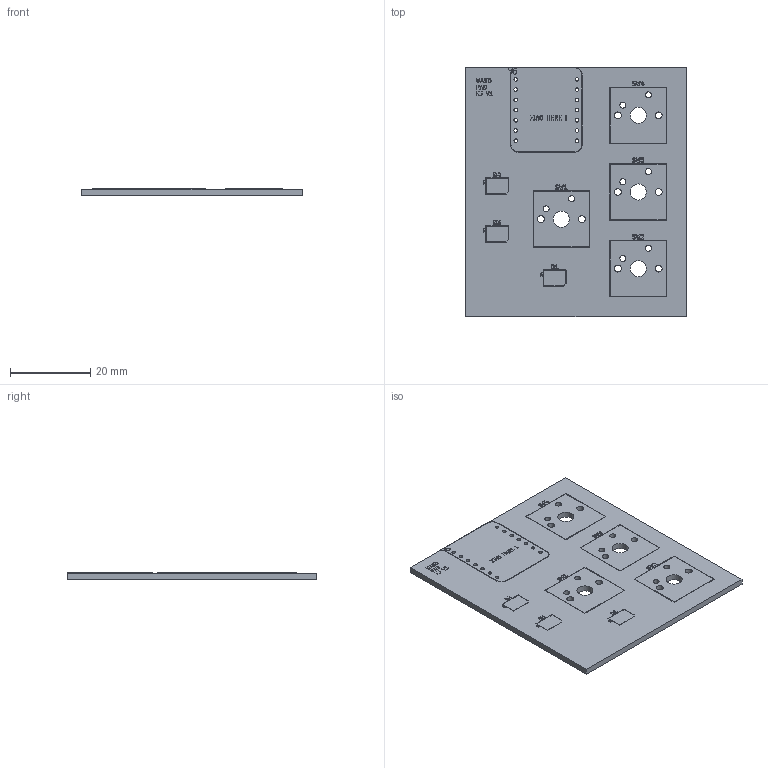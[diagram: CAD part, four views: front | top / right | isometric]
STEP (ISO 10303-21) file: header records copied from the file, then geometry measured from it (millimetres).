
FILE_DESCRIPTION(('KiCad electronic assembly'),'2;1');
FILE_NAME('Schematics.step','2025-12-03T20:35:37',('Pcbnew'),('Kicad'), 'Open CASCADE STEP processor 7.9','KiCad to STEP converter','Unknown' );
FILE_SCHEMA(('AUTOMOTIVE_DESIGN { 1 0 10303 214 1 1 1 1 }'));
Length unit declared in the file: millimetre
Products named in the file (3): Schematics 1; Schematics_silkscreen; Schematics_PCB
Assembly tree (2 placements, depth 2):
  Schematics 1
    Schematics_silkscreen
    Schematics_PCB
Bounding box: 54.77 x 61.96 x 1.58 mm (x, y, z)
Volume: 4986.6 mm3; surface area: 7270.6 mm2
Topology: 1 solids, 53 shells, 92 faces, 995 edges, 957 vertices
Faces by surface type: plane 58, cylinder 34
Full cylindrical faces by diameter (mm): 0.889 x14, 1.5 x8, 1.7 x8, 4 x4
Entity records: 9828 total; most frequent: CARTESIAN_POINT 2047, DIRECTION 1468, ORIENTED_EDGE 1109, EDGE_CURVE 995, VERTEX_POINT 957, LINE 712, VECTOR 712, AXIS2_PLACEMENT_3D 378
